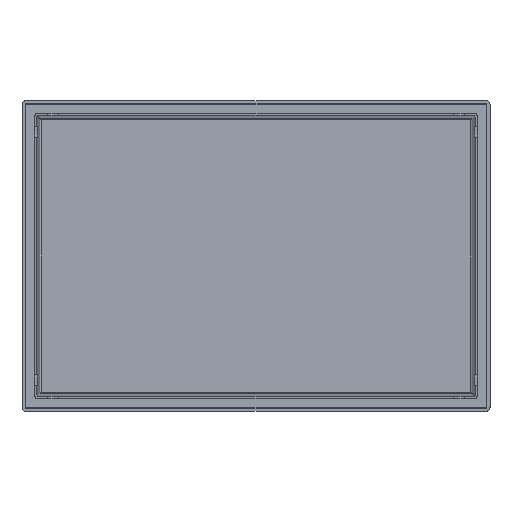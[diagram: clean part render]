
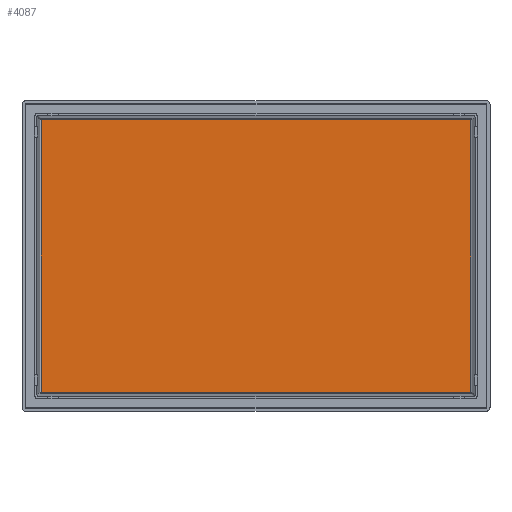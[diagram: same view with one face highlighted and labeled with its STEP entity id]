
A CAD part, front view. The second image highlights one B-rep face of the part: STEP entity #4087.
In plain terms, the highlighted planar face has unit normal (0, -1, 0).
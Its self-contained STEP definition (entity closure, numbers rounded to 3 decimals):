
#95 = CARTESIAN_POINT ( 'NONE',  ( 149., 47., -86.74 ) ) ;
#133 = DIRECTION ( 'NONE',  ( 0., -1., 0. ) ) ;
#196 = EDGE_CURVE ( 'NONE', #5020, #1493, #4434, .T. ) ;
#241 = DIRECTION ( 'NONE',  ( -1., 0., 0. ) ) ;
#260 = DIRECTION ( 'NONE',  ( 0., 0., 1. ) ) ;
#337 = VECTOR ( 'NONE', #260, 1000. ) ;
#361 = AXIS2_PLACEMENT_3D ( 'NONE', #2134, #133, #513 ) ;
#373 = ORIENTED_EDGE ( 'NONE', *, *, #4764, .T. ) ;
#513 = DIRECTION ( 'NONE',  ( 0., 0., -1. ) ) ;
#622 = EDGE_LOOP ( 'NONE', ( #2954, #4145, #373, #3447 ) ) ;
#1088 = CARTESIAN_POINT ( 'NONE',  ( 149., 47., 86.74 ) ) ;
#1493 = VERTEX_POINT ( 'NONE', #3910 ) ;
#1755 = VERTEX_POINT ( 'NONE', #5173 ) ;
#1839 = VECTOR ( 'NONE', #241, 1000. ) ;
#1969 = VERTEX_POINT ( 'NONE', #3600 ) ;
#2134 = CARTESIAN_POINT ( 'NONE',  ( 149., 47., 99. ) ) ;
#2412 = VECTOR ( 'NONE', #2927, 1000. ) ;
#2420 = FACE_OUTER_BOUND ( 'NONE', #622, .T. ) ;
#2604 = EDGE_CURVE ( 'NONE', #1755, #5020, #3872, .T. ) ;
#2619 = CARTESIAN_POINT ( 'NONE',  ( -136.74, 47., 99. ) ) ;
#2927 = DIRECTION ( 'NONE',  ( 1., 0., 0. ) ) ;
#2954 = ORIENTED_EDGE ( 'NONE', *, *, #196, .T. ) ;
#3019 = DIRECTION ( 'NONE',  ( 0., 0., -1. ) ) ;
#3152 = CARTESIAN_POINT ( 'NONE',  ( 136.74, 47., 99. ) ) ;
#3447 = ORIENTED_EDGE ( 'NONE', *, *, #2604, .T. ) ;
#3600 = CARTESIAN_POINT ( 'NONE',  ( -136.74, 47., 86.74 ) ) ;
#3814 = EDGE_CURVE ( 'NONE', #1493, #1969, #4063, .T. ) ;
#3832 = CARTESIAN_POINT ( 'NONE',  ( 136.74, 47., -86.74 ) ) ;
#3872 = LINE ( 'NONE', #95, #2412 ) ;
#3910 = CARTESIAN_POINT ( 'NONE',  ( 136.74, 47., 86.74 ) ) ;
#3912 = VECTOR ( 'NONE', #3019, 1000. ) ;
#4063 = LINE ( 'NONE', #1088, #1839 ) ;
#4087 = ADVANCED_FACE ( 'NONE', ( #2420 ), #4168, .T. ) ;
#4145 = ORIENTED_EDGE ( 'NONE', *, *, #3814, .T. ) ;
#4168 = PLANE ( 'NONE',  #361 ) ;
#4434 = LINE ( 'NONE', #3152, #337 ) ;
#4714 = LINE ( 'NONE', #2619, #3912 ) ;
#4764 = EDGE_CURVE ( 'NONE', #1969, #1755, #4714, .T. ) ;
#5020 = VERTEX_POINT ( 'NONE', #3832 ) ;
#5173 = CARTESIAN_POINT ( 'NONE',  ( -136.74, 47., -86.74 ) ) ;
